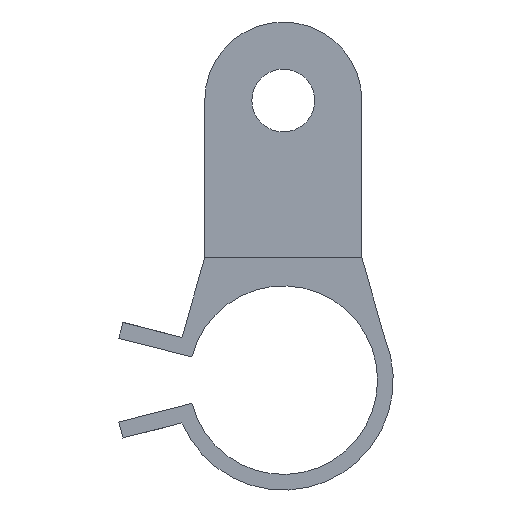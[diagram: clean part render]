
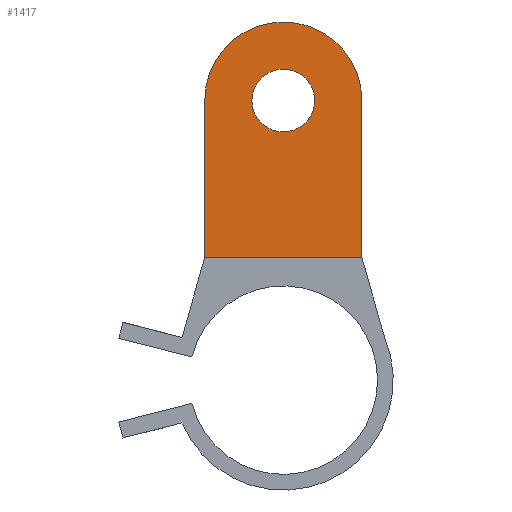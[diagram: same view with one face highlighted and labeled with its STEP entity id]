
A CAD part, front view. The second image highlights one B-rep face of the part: STEP entity #1417.
In plain terms, the highlighted planar face has unit normal (0, -1, 0).
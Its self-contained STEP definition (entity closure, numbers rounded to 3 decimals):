
#73 = PLANE('',#74);
#74 = AXIS2_PLACEMENT_3D('',#75,#76,#77);
#75 = CARTESIAN_POINT('',(-3.345,-7.95,-18.254));
#76 = DIRECTION('',(0.,1.,0.));
#77 = DIRECTION('',(0.,0.,1.));
#645 = VERTEX_POINT('',#646);
#646 = CARTESIAN_POINT('',(-12.5,-7.95,-0.283));
#667 = EDGE_CURVE('',#645,#668,#670,.T.);
#668 = VERTEX_POINT('',#669);
#669 = CARTESIAN_POINT('',(12.5,-7.95,-0.283));
#670 = SURFACE_CURVE('',#671,(#675,#682),.PCURVE_S1.);
#671 = LINE('',#672,#673);
#672 = CARTESIAN_POINT('',(-12.5,-7.95,-0.283));
#673 = VECTOR('',#674,1.);
#674 = DIRECTION('',(1.,0.,0.));
#675 = PCURVE('',#73,#676);
#676 = DEFINITIONAL_REPRESENTATION('',(#677),#681);
#677 = LINE('',#678,#679);
#678 = CARTESIAN_POINT('',(17.971,-9.155));
#679 = VECTOR('',#680,1.);
#680 = DIRECTION('',(0.,1.));
#681 = ( GEOMETRIC_REPRESENTATION_CONTEXT(2) 
PARAMETRIC_REPRESENTATION_CONTEXT() REPRESENTATION_CONTEXT('2D SPACE',''
  ) );
#682 = PCURVE('',#683,#688);
#683 = PLANE('',#684);
#684 = AXIS2_PLACEMENT_3D('',#685,#686,#687);
#685 = CARTESIAN_POINT('',(0.,-7.95,16.012));
#686 = DIRECTION('',(0.,-1.,0.));
#687 = DIRECTION('',(0.,0.,-1.));
#688 = DEFINITIONAL_REPRESENTATION('',(#689),#693);
#689 = LINE('',#690,#691);
#690 = CARTESIAN_POINT('',(16.295,-12.5));
#691 = VECTOR('',#692,1.);
#692 = DIRECTION('',(0.,1.));
#693 = ( GEOMETRIC_REPRESENTATION_CONTEXT(2) 
PARAMETRIC_REPRESENTATION_CONTEXT() REPRESENTATION_CONTEXT('2D SPACE',''
  ) );
#996 = PLANE('',#997);
#997 = AXIS2_PLACEMENT_3D('',#998,#999,#1000);
#998 = CARTESIAN_POINT('',(-12.5,-4.65,24.717));
#999 = DIRECTION('',(1.,0.,0.));
#1000 = DIRECTION('',(0.,0.,-1.));
#1346 = PLANE('',#1347);
#1347 = AXIS2_PLACEMENT_3D('',#1348,#1349,#1350);
#1348 = CARTESIAN_POINT('',(12.5,-4.65,-0.283));
#1349 = DIRECTION('',(-1.,0.,0.));
#1350 = DIRECTION('',(0.,0.,1.));
#1417 = ADVANCED_FACE('',(#1418,#1494),#683,.T.);
#1418 = FACE_BOUND('',#1419,.T.);
#1419 = EDGE_LOOP('',(#1420,#1443,#1444,#1467));
#1420 = ORIENTED_EDGE('',*,*,#1421,.T.);
#1421 = EDGE_CURVE('',#1422,#645,#1424,.T.);
#1422 = VERTEX_POINT('',#1423);
#1423 = CARTESIAN_POINT('',(-12.5,-7.95,24.717));
#1424 = SURFACE_CURVE('',#1425,(#1429,#1436),.PCURVE_S1.);
#1425 = LINE('',#1426,#1427);
#1426 = CARTESIAN_POINT('',(-12.5,-7.95,24.717));
#1427 = VECTOR('',#1428,1.);
#1428 = DIRECTION('',(0.,0.,-1.));
#1429 = PCURVE('',#683,#1430);
#1430 = DEFINITIONAL_REPRESENTATION('',(#1431),#1435);
#1431 = LINE('',#1432,#1433);
#1432 = CARTESIAN_POINT('',(-8.705,-12.5));
#1433 = VECTOR('',#1434,1.);
#1434 = DIRECTION('',(1.,0.));
#1435 = ( GEOMETRIC_REPRESENTATION_CONTEXT(2) 
PARAMETRIC_REPRESENTATION_CONTEXT() REPRESENTATION_CONTEXT('2D SPACE',''
  ) );
#1436 = PCURVE('',#996,#1437);
#1437 = DEFINITIONAL_REPRESENTATION('',(#1438),#1442);
#1438 = LINE('',#1439,#1440);
#1439 = CARTESIAN_POINT('',(0.,-3.3));
#1440 = VECTOR('',#1441,1.);
#1441 = DIRECTION('',(1.,0.));
#1442 = ( GEOMETRIC_REPRESENTATION_CONTEXT(2) 
PARAMETRIC_REPRESENTATION_CONTEXT() REPRESENTATION_CONTEXT('2D SPACE',''
  ) );
#1443 = ORIENTED_EDGE('',*,*,#667,.T.);
#1444 = ORIENTED_EDGE('',*,*,#1445,.T.);
#1445 = EDGE_CURVE('',#668,#1446,#1448,.T.);
#1446 = VERTEX_POINT('',#1447);
#1447 = CARTESIAN_POINT('',(12.5,-7.95,24.717));
#1448 = SURFACE_CURVE('',#1449,(#1453,#1460),.PCURVE_S1.);
#1449 = LINE('',#1450,#1451);
#1450 = CARTESIAN_POINT('',(12.5,-7.95,-0.283));
#1451 = VECTOR('',#1452,1.);
#1452 = DIRECTION('',(0.,0.,1.));
#1453 = PCURVE('',#683,#1454);
#1454 = DEFINITIONAL_REPRESENTATION('',(#1455),#1459);
#1455 = LINE('',#1456,#1457);
#1456 = CARTESIAN_POINT('',(16.295,12.5));
#1457 = VECTOR('',#1458,1.);
#1458 = DIRECTION('',(-1.,0.));
#1459 = ( GEOMETRIC_REPRESENTATION_CONTEXT(2) 
PARAMETRIC_REPRESENTATION_CONTEXT() REPRESENTATION_CONTEXT('2D SPACE',''
  ) );
#1460 = PCURVE('',#1346,#1461);
#1461 = DEFINITIONAL_REPRESENTATION('',(#1462),#1466);
#1462 = LINE('',#1463,#1464);
#1463 = CARTESIAN_POINT('',(0.,-3.3));
#1464 = VECTOR('',#1465,1.);
#1465 = DIRECTION('',(1.,0.));
#1466 = ( GEOMETRIC_REPRESENTATION_CONTEXT(2) 
PARAMETRIC_REPRESENTATION_CONTEXT() REPRESENTATION_CONTEXT('2D SPACE',''
  ) );
#1467 = ORIENTED_EDGE('',*,*,#1468,.T.);
#1468 = EDGE_CURVE('',#1446,#1422,#1469,.T.);
#1469 = SURFACE_CURVE('',#1470,(#1475,#1482),.PCURVE_S1.);
#1470 = CIRCLE('',#1471,12.5);
#1471 = AXIS2_PLACEMENT_3D('',#1472,#1473,#1474);
#1472 = CARTESIAN_POINT('',(0.,-7.95,24.717));
#1473 = DIRECTION('',(0.,-1.,0.));
#1474 = DIRECTION('',(1.,0.,0.));
#1475 = PCURVE('',#683,#1476);
#1476 = DEFINITIONAL_REPRESENTATION('',(#1477),#1481);
#1477 = CIRCLE('',#1478,12.5);
#1478 = AXIS2_PLACEMENT_2D('',#1479,#1480);
#1479 = CARTESIAN_POINT('',(-8.705,0.));
#1480 = DIRECTION('',(0.,1.));
#1481 = ( GEOMETRIC_REPRESENTATION_CONTEXT(2) 
PARAMETRIC_REPRESENTATION_CONTEXT() REPRESENTATION_CONTEXT('2D SPACE',''
  ) );
#1482 = PCURVE('',#1483,#1488);
#1483 = CYLINDRICAL_SURFACE('',#1484,12.5);
#1484 = AXIS2_PLACEMENT_3D('',#1485,#1486,#1487);
#1485 = CARTESIAN_POINT('',(0.,-4.65,24.717));
#1486 = DIRECTION('',(0.,1.,0.));
#1487 = DIRECTION('',(1.,0.,0.));
#1488 = DEFINITIONAL_REPRESENTATION('',(#1489),#1493);
#1489 = LINE('',#1490,#1491);
#1490 = CARTESIAN_POINT('',(-0.,-3.3));
#1491 = VECTOR('',#1492,1.);
#1492 = DIRECTION('',(-1.,0.));
#1493 = ( GEOMETRIC_REPRESENTATION_CONTEXT(2) 
PARAMETRIC_REPRESENTATION_CONTEXT() REPRESENTATION_CONTEXT('2D SPACE',''
  ) );
#1494 = FACE_BOUND('',#1495,.T.);
#1495 = EDGE_LOOP('',(#1496));
#1496 = ORIENTED_EDGE('',*,*,#1497,.F.);
#1497 = EDGE_CURVE('',#1498,#1498,#1500,.T.);
#1498 = VERTEX_POINT('',#1499);
#1499 = CARTESIAN_POINT('',(5.,-7.95,24.717));
#1500 = SURFACE_CURVE('',#1501,(#1506,#1513),.PCURVE_S1.);
#1501 = CIRCLE('',#1502,5.);
#1502 = AXIS2_PLACEMENT_3D('',#1503,#1504,#1505);
#1503 = CARTESIAN_POINT('',(0.,-7.95,24.717));
#1504 = DIRECTION('',(0.,-1.,0.));
#1505 = DIRECTION('',(1.,0.,0.));
#1506 = PCURVE('',#683,#1507);
#1507 = DEFINITIONAL_REPRESENTATION('',(#1508),#1512);
#1508 = CIRCLE('',#1509,5.);
#1509 = AXIS2_PLACEMENT_2D('',#1510,#1511);
#1510 = CARTESIAN_POINT('',(-8.705,0.));
#1511 = DIRECTION('',(0.,1.));
#1512 = ( GEOMETRIC_REPRESENTATION_CONTEXT(2) 
PARAMETRIC_REPRESENTATION_CONTEXT() REPRESENTATION_CONTEXT('2D SPACE',''
  ) );
#1513 = PCURVE('',#1514,#1519);
#1514 = CYLINDRICAL_SURFACE('',#1515,5.);
#1515 = AXIS2_PLACEMENT_3D('',#1516,#1517,#1518);
#1516 = CARTESIAN_POINT('',(0.,-4.65,24.717));
#1517 = DIRECTION('',(0.,1.,0.));
#1518 = DIRECTION('',(1.,0.,0.));
#1519 = DEFINITIONAL_REPRESENTATION('',(#1520),#1524);
#1520 = LINE('',#1521,#1522);
#1521 = CARTESIAN_POINT('',(-0.,-3.3));
#1522 = VECTOR('',#1523,1.);
#1523 = DIRECTION('',(-1.,0.));
#1524 = ( GEOMETRIC_REPRESENTATION_CONTEXT(2) 
PARAMETRIC_REPRESENTATION_CONTEXT() REPRESENTATION_CONTEXT('2D SPACE',''
  ) );
